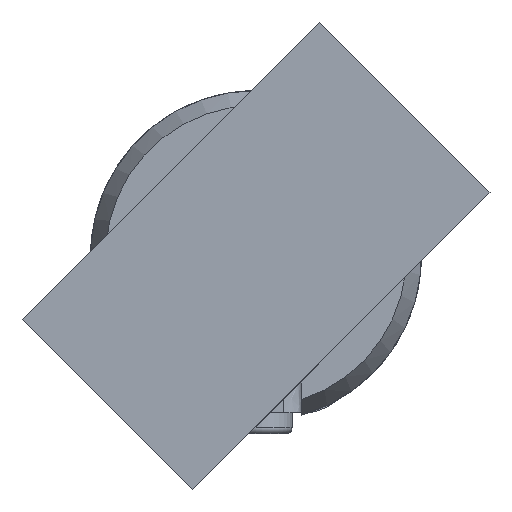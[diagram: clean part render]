
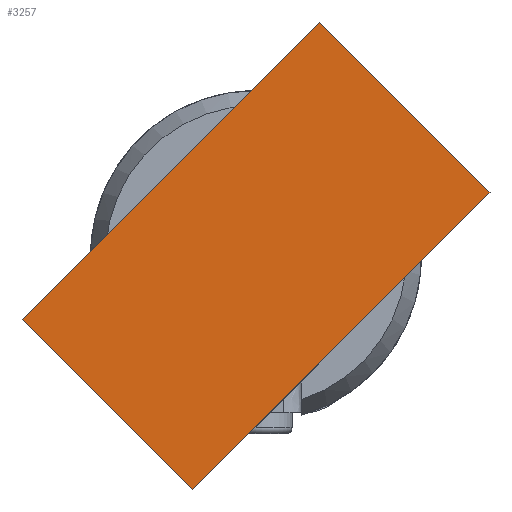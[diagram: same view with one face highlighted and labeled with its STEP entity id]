
A CAD part, front view. The second image highlights one B-rep face of the part: STEP entity #3257.
In plain terms, the highlighted planar face has unit normal (0, -1, 0).
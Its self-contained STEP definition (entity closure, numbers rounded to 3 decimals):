
#182 = ORIENTED_EDGE ( 'NONE', *, *, #1790, .F. ) ;
#1790 = EDGE_CURVE ( 'NONE', #13142, #14803, #16044, .T. ) ;
#2098 = PLANE ( 'NONE',  #11675 ) ;
#2336 = CARTESIAN_POINT ( 'NONE',  ( 3.5, -0.4, 2. ) ) ;
#2495 = EDGE_CURVE ( 'NONE', #11093, #9111, #18599, .T. ) ;
#3257 = ADVANCED_FACE ( 'NONE', ( #6806 ), #2098, .T. ) ;
#5452 = EDGE_LOOP ( 'NONE', ( #17169, #17068, #182, #9218 ) ) ;
#6354 = CARTESIAN_POINT ( 'NONE',  ( -3.5, -0.4, 2. ) ) ;
#6806 = FACE_OUTER_BOUND ( 'NONE', #5452, .T. ) ;
#7631 = CARTESIAN_POINT ( 'NONE',  ( 3.5, -0.4, 2. ) ) ;
#8143 = LINE ( 'NONE', #6354, #11219 ) ;
#8375 = DIRECTION ( 'NONE',  ( -1., 0., 0. ) ) ;
#8701 = DIRECTION ( 'NONE',  ( 0., -1., 0. ) ) ;
#8968 = VECTOR ( 'NONE', #8375, 1000. ) ;
#9111 = VERTEX_POINT ( 'NONE', #19921 ) ;
#9218 = ORIENTED_EDGE ( 'NONE', *, *, #10775, .F. ) ;
#10775 = EDGE_CURVE ( 'NONE', #9111, #13142, #11608, .T. ) ;
#10865 = DIRECTION ( 'NONE',  ( 0., 0., -1. ) ) ;
#11003 = VECTOR ( 'NONE', #18763, 1000. ) ;
#11093 = VERTEX_POINT ( 'NONE', #2336 ) ;
#11219 = VECTOR ( 'NONE', #17407, 1000. ) ;
#11608 = LINE ( 'NONE', #16279, #8968 ) ;
#11675 = AXIS2_PLACEMENT_3D ( 'NONE', #18077, #8701, #15048 ) ;
#13142 = VERTEX_POINT ( 'NONE', #18969 ) ;
#14484 = CARTESIAN_POINT ( 'NONE',  ( -3.5, -0.4, 2. ) ) ;
#14803 = VERTEX_POINT ( 'NONE', #16595 ) ;
#15048 = DIRECTION ( 'NONE',  ( 0., 0., -1. ) ) ;
#16044 = LINE ( 'NONE', #14484, #11003 ) ;
#16279 = CARTESIAN_POINT ( 'NONE',  ( -3.5, -0.4, -2. ) ) ;
#16595 = CARTESIAN_POINT ( 'NONE',  ( -3.5, -0.4, 2. ) ) ;
#17068 = ORIENTED_EDGE ( 'NONE', *, *, #20125, .F. ) ;
#17169 = ORIENTED_EDGE ( 'NONE', *, *, #2495, .F. ) ;
#17407 = DIRECTION ( 'NONE',  ( 1., 0., 0. ) ) ;
#18077 = CARTESIAN_POINT ( 'NONE',  ( 3.5, -0.4, -2. ) ) ;
#18599 = LINE ( 'NONE', #7631, #18957 ) ;
#18763 = DIRECTION ( 'NONE',  ( 0., 0., 1. ) ) ;
#18957 = VECTOR ( 'NONE', #10865, 1000. ) ;
#18969 = CARTESIAN_POINT ( 'NONE',  ( -3.5, -0.4, -2. ) ) ;
#19921 = CARTESIAN_POINT ( 'NONE',  ( 3.5, -0.4, -2. ) ) ;
#20125 = EDGE_CURVE ( 'NONE', #14803, #11093, #8143, .T. ) ;
